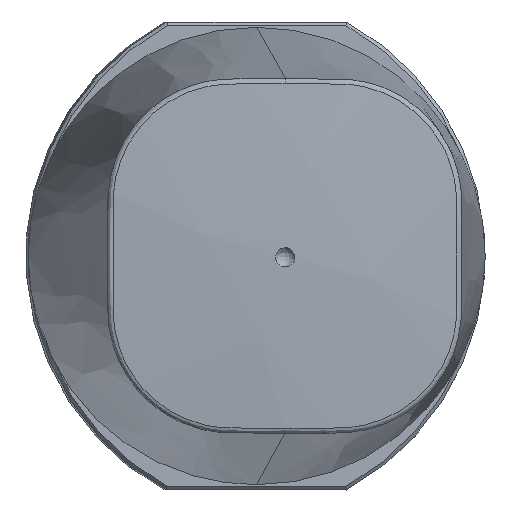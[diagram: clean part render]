
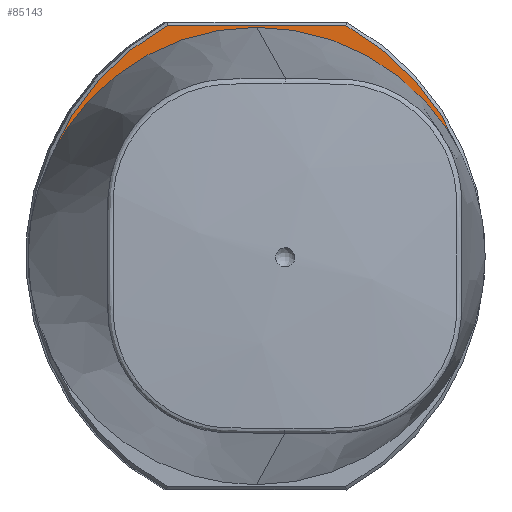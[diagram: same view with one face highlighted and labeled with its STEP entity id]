
A CAD part, left-side view. The second image highlights one B-rep face of the part: STEP entity #85143.
In plain terms, the highlighted planar face has unit normal (-0.999, -0.035, 0).
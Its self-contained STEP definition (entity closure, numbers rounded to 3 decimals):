
#203 = CARTESIAN_POINT ( 'NONE',  ( -98.192, -43.568, 186.279 ) ) ;
#594 = CARTESIAN_POINT ( 'NONE',  ( -97.872, -52.743, 150.379 ) ) ;
#866 = CARTESIAN_POINT ( 'NONE',  ( -98.483, -35.246, 178.645 ) ) ;
#2128 = EDGE_CURVE ( 'NONE', #117737, #131452, #40363, .T. ) ;
#2469 = CARTESIAN_POINT ( 'NONE',  ( -97.805, -54.677, 188.358 ) ) ;
#2782 = LINE ( 'NONE', #12887, #111521 ) ;
#7209 = VERTEX_POINT ( 'NONE', #86604 ) ;
#10312 = CARTESIAN_POINT ( 'NONE',  ( -98.132, -45.308, 187.033 ) ) ;
#12887 = CARTESIAN_POINT ( 'NONE',  ( -97.871, -52.767, 188.596 ) ) ;
#13322 = DIRECTION ( 'NONE',  ( 0.035, -0.999, -0.001 ) ) ;
#13887 = CARTESIAN_POINT ( 'NONE',  ( -97.386, -66.653, 183.029 ) ) ;
#20411 = CARTESIAN_POINT ( 'NONE',  ( -97.938, -50.856, 188.36 ) ) ;
#21070 = CARTESIAN_POINT ( 'NONE',  ( -98.318, -39.967, 183.96 ) ) ;
#22012 = CARTESIAN_POINT ( 'NONE',  ( -97.297, -69.197, 180.215 ) ) ;
#24643 = CARTESIAN_POINT ( 'NONE',  ( -97.362, -67.336, 182.372 ) ) ;
#25793 = B_SPLINE_CURVE_WITH_KNOTS ( 'NONE', 3,
 ( #104443, #42565, #20411, #124645, #61464, #92392, #102476, #10312, #73527, #203, #52016, #41252, #31153, #72218, #21070, #62121, #103136, #53324, #93046, #866, #41911, #72872 ),
 .UNSPECIFIED., .F., .F.,
 ( 4, 2, 2, 2, 2, 2, 2, 2, 2, 2, 4 ),
 ( 0., 0.003, 0.006, 0.007, 0.009, 0.011, 0.013, 0.014, 0.017, 0.02, 0.023 ),
 .UNSPECIFIED. ) ;
#28540 = DIRECTION ( 'NONE',  ( -0.035, 0.999, 0.001 ) ) ;
#31153 = CARTESIAN_POINT ( 'NONE',  ( -98.278, -41.123, 184.816 ) ) ;
#32096 = CARTESIAN_POINT ( 'NONE',  ( -97.437, -65.195, 184.251 ) ) ;
#32753 = CARTESIAN_POINT ( 'NONE',  ( -97.838, -53.727, 188.426 ) ) ;
#32853 = FACE_OUTER_BOUND ( 'NONE', #45504, .T. ) ;
#33399 = CARTESIAN_POINT ( 'NONE',  ( -97.658, -58.873, 187.498 ) ) ;
#34052 = CARTESIAN_POINT ( 'NONE',  ( -97.706, -57.491, 187.895 ) ) ;
#36149 = VERTEX_POINT ( 'NONE', #76676 ) ;
#40363 = CIRCLE ( 'NONE', #74720, 23.634 ) ;
#41252 = CARTESIAN_POINT ( 'NONE',  ( -98.264, -41.519, 185.082 ) ) ;
#41911 = CARTESIAN_POINT ( 'NONE',  ( -98.5, -34.764, 177.816 ) ) ;
#42197 = CARTESIAN_POINT ( 'NONE',  ( -97.611, -60.224, 187.024 ) ) ;
#42565 = CARTESIAN_POINT ( 'NONE',  ( -97.905, -51.806, 188.427 ) ) ;
#43517 = CARTESIAN_POINT ( 'NONE',  ( -97.642, -59.329, 187.35 ) ) ;
#45504 = EDGE_LOOP ( 'NONE', ( #49844, #111536, #68893, #57409, #119336 ) ) ;
#46744 = DIRECTION ( 'NONE',  ( -0.999, -0.035, 0. ) ) ;
#48522 = EDGE_CURVE ( 'NONE', #97370, #117737, #105008, .T. ) ;
#49844 = ORIENTED_EDGE ( 'NONE', *, *, #65893, .F. ) ;
#52016 = CARTESIAN_POINT ( 'NONE',  ( -98.222, -42.731, 185.836 ) ) ;
#53324 = CARTESIAN_POINT ( 'NONE',  ( -98.425, -36.915, 180.982 ) ) ;
#57409 = ORIENTED_EDGE ( 'NONE', *, *, #116252, .T. ) ;
#61464 = CARTESIAN_POINT ( 'NONE',  ( -98.036, -48.043, 187.901 ) ) ;
#62121 = CARTESIAN_POINT ( 'NONE',  ( -98.356, -38.871, 183.044 ) ) ;
#64465 = DIRECTION ( 'NONE',  ( -0.999, -0.035, 0. ) ) ;
#65893 = EDGE_CURVE ( 'NONE', #97370, #36149, #25793, .T. ) ;
#68893 = ORIENTED_EDGE ( 'NONE', *, *, #2128, .T. ) ;
#68936 = DIRECTION ( 'NONE',  ( -0.035, 0.999, 0.001 ) ) ;
#70782 = EDGE_CURVE ( 'NONE', #7209, #36149, #94340, .T. ) ;
#71943 = PLANE ( 'NONE',  #102089 ) ;
#72218 = CARTESIAN_POINT ( 'NONE',  ( -98.305, -40.346, 184.254 ) ) ;
#72872 = CARTESIAN_POINT ( 'NONE',  ( -98.515, -34.341, 176.954 ) ) ;
#73159 = CARTESIAN_POINT ( 'NONE',  ( -97.26, -70.274, 178.626 ) ) ;
#73527 = CARTESIAN_POINT ( 'NONE',  ( -98.147, -44.867, 186.855 ) ) ;
#74459 = CARTESIAN_POINT ( 'NONE',  ( -97.243, -70.754, 177.798 ) ) ;
#74720 = AXIS2_PLACEMENT_3D ( 'NONE', #89782, #129486, #68936 ) ;
#75114 = CARTESIAN_POINT ( 'NONE',  ( -97.228, -71.177, 176.935 ) ) ;
#76676 = CARTESIAN_POINT ( 'NONE',  ( -98.515, -34.341, 176.954 ) ) ;
#83238 = CARTESIAN_POINT ( 'NONE',  ( -97.871, -52.767, 188.426 ) ) ;
#83902 = CARTESIAN_POINT ( 'NONE',  ( -97.739, -56.559, 188.093 ) ) ;
#85143 = ADVANCED_FACE ( 'NONE', ( #32853 ), #71943, .T. ) ;
#85874 = CARTESIAN_POINT ( 'NONE',  ( -97.521, -62.798, 185.824 ) ) ;
#86604 = CARTESIAN_POINT ( 'NONE',  ( -98.15, -44.771, 188.601 ) ) ;
#89782 = CARTESIAN_POINT ( 'NONE',  ( -97.99, -49.353, 167.898 ) ) ;
#89881 = CARTESIAN_POINT ( 'NONE',  ( -97.871, -52.767, 188.426 ) ) ;
#92392 = CARTESIAN_POINT ( 'NONE',  ( -98.084, -46.662, 187.507 ) ) ;
#93046 = CARTESIAN_POINT ( 'NONE',  ( -98.445, -36.326, 180.234 ) ) ;
#94340 = CIRCLE ( 'NONE', #115841, 23.633 ) ;
#96271 = DIRECTION ( 'NONE',  ( -0.035, 0.999, 0.001 ) ) ;
#97370 = VERTEX_POINT ( 'NONE', #89881 ) ;
#102068 = CARTESIAN_POINT ( 'NONE',  ( -97.592, -60.763, 188.591 ) ) ;
#102089 = AXIS2_PLACEMENT_3D ( 'NONE', #594, #64465, #13322 ) ;
#102476 = CARTESIAN_POINT ( 'NONE',  ( -98.1, -46.204, 187.358 ) ) ;
#103136 = CARTESIAN_POINT ( 'NONE',  ( -98.38, -38.188, 182.387 ) ) ;
#104443 = CARTESIAN_POINT ( 'NONE',  ( -97.871, -52.767, 188.426 ) ) ;
#105008 = B_SPLINE_CURVE_WITH_KNOTS ( 'NONE', 3,
 ( #83238, #32753, #2469, #83902, #34052, #33399, #43517, #42197, #116814, #106050, #85874, #124281, #32096, #13887, #24643, #114840, #22012, #73159, #74459, #75114 ),
 .UNSPECIFIED., .F., .F.,
 ( 4, 2, 2, 2, 2, 2, 2, 2, 2, 4 ),
 ( 0., 0.003, 0.006, 0.007, 0.009, 0.011, 0.014, 0.017, 0.02, 0.023 ),
 .UNSPECIFIED. ) ;
#106050 = CARTESIAN_POINT ( 'NONE',  ( -97.55, -61.962, 186.268 ) ) ;
#108211 = CARTESIAN_POINT ( 'NONE',  ( -97.228, -71.177, 176.935 ) ) ;
#111521 = VECTOR ( 'NONE', #96271, 1000. ) ;
#111536 = ORIENTED_EDGE ( 'NONE', *, *, #48522, .T. ) ;
#114840 = CARTESIAN_POINT ( 'NONE',  ( -97.318, -68.607, 180.966 ) ) ;
#115841 = AXIS2_PLACEMENT_3D ( 'NONE', #120712, #46744, #28540 ) ;
#116252 = EDGE_CURVE ( 'NONE', #131452, #7209, #2782, .T. ) ;
#116814 = CARTESIAN_POINT ( 'NONE',  ( -97.595, -60.664, 186.846 ) ) ;
#117737 = VERTEX_POINT ( 'NONE', #108211 ) ;
#119336 = ORIENTED_EDGE ( 'NONE', *, *, #70782, .T. ) ;
#120712 = CARTESIAN_POINT ( 'NONE',  ( -97.753, -56.155, 167.894 ) ) ;
#124281 = CARTESIAN_POINT ( 'NONE',  ( -97.465, -64.413, 184.818 ) ) ;
#124645 = CARTESIAN_POINT ( 'NONE',  ( -98.004, -48.975, 188.097 ) ) ;
#129486 = DIRECTION ( 'NONE',  ( -0.999, -0.035, 0. ) ) ;
#131452 = VERTEX_POINT ( 'NONE', #102068 ) ;
